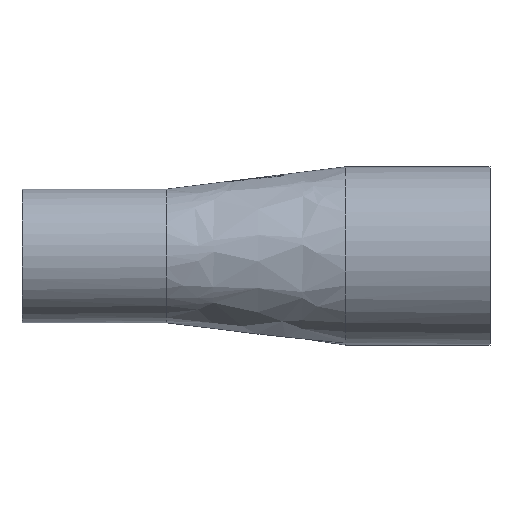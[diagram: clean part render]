
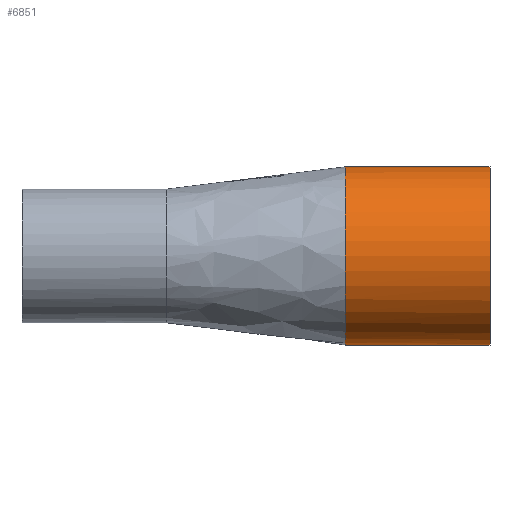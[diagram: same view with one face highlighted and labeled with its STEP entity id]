
A CAD part, front view. The second image highlights one B-rep face of the part: STEP entity #6851.
In plain terms, the highlighted cylindrical face has radius 25.4 mm (diameter 50.8 mm), a full revolution.
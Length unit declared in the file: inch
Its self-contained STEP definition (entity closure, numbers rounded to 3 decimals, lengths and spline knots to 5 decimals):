
#16=CYLINDRICAL_SURFACE('',#7092,1.);
#428=FACE_BOUND('',#1957,.T.);
#1548=FACE_OUTER_BOUND('',#1956,.T.);
#1956=EDGE_LOOP('',(#6413,#6414));
#1957=EDGE_LOOP('',(#6415));
#2016=CIRCLE('',#6925,1.);
#2017=CIRCLE('',#6926,1.);
#2037=CIRCLE('',#7093,1.);
#2839=VERTEX_POINT('',#9596);
#2840=VERTEX_POINT('',#9599);
#3288=VERTEX_POINT('',#16071);
#3538=EDGE_CURVE('',#2840,#2839,#2016,.T.);
#3539=EDGE_CURVE('',#2839,#2840,#2017,.T.);
#4331=EDGE_CURVE('',#3288,#3288,#2037,.T.);
#6413=ORIENTED_EDGE('',*,*,#3538,.T.);
#6414=ORIENTED_EDGE('',*,*,#3539,.T.);
#6415=ORIENTED_EDGE('',*,*,#4331,.F.);
#6851=ADVANCED_FACE('',(#1548,#428),#16,.T.);
#6925=AXIS2_PLACEMENT_3D('',#9600,#7245,#7246);
#6926=AXIS2_PLACEMENT_3D('',#9601,#7247,#7248);
#7092=AXIS2_PLACEMENT_3D('',#16070,#7916,#7917);
#7093=AXIS2_PLACEMENT_3D('',#16072,#7918,#7919);
#7245=DIRECTION('center_axis',(1.,0.,0.));
#7246=DIRECTION('ref_axis',(0.,0.,-1.));
#7247=DIRECTION('center_axis',(1.,0.,0.));
#7248=DIRECTION('ref_axis',(0.,0.,-1.));
#7916=DIRECTION('center_axis',(-1.,0.,0.));
#7917=DIRECTION('ref_axis',(0.,0.,-1.));
#7918=DIRECTION('center_axis',(1.,0.,0.));
#7919=DIRECTION('ref_axis',(0.,0.,-1.));
#9596=CARTESIAN_POINT('',(2.,0.23485,2.99989));
#9599=CARTESIAN_POINT('',(2.,-0.75,2.));
#9600=CARTESIAN_POINT('Origin',(2.,0.25,2.));
#9601=CARTESIAN_POINT('Origin',(2.,0.25,2.));
#16070=CARTESIAN_POINT('Origin',(3.625,0.25,2.));
#16071=CARTESIAN_POINT('',(3.625,0.25,3.));
#16072=CARTESIAN_POINT('Origin',(3.625,0.25,2.));
